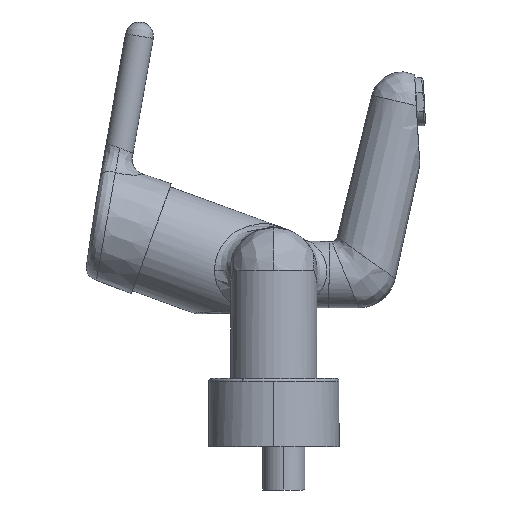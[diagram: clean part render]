
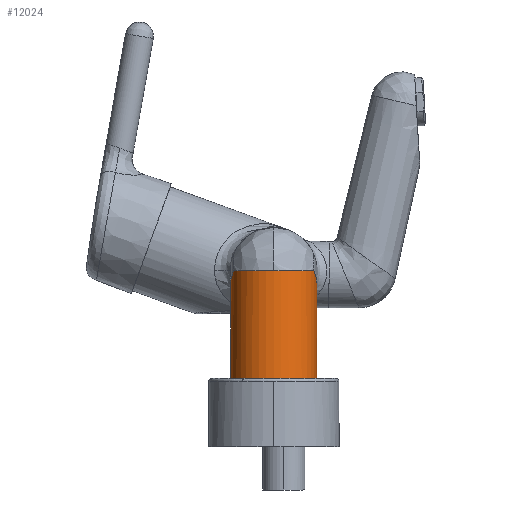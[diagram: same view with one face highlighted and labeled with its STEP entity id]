
A CAD part, left-side view. The second image highlights one B-rep face of the part: STEP entity #12024.
In plain terms, the highlighted cylindrical face has radius 21.5 mm (diameter 43 mm), a partial arc.
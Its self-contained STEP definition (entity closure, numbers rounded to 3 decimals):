
#71 = CARTESIAN_POINT ( 'NONE',  ( -79.061, 21.113, 83.746 ) ) ;
#109 = CARTESIAN_POINT ( 'NONE',  ( -75., 21.5, 38.25 ) ) ;
#122 = CARTESIAN_POINT ( 'NONE',  ( -77.035, 21.403, 81.72 ) ) ;
#252 = CARTESIAN_POINT ( 'NONE',  ( -83., -19.956, 87.685 ) ) ;
#685 = AXIS2_PLACEMENT_3D ( 'NONE', #3627, #12202, #4881 ) ;
#712 = CARTESIAN_POINT ( 'NONE',  ( -79.84, -20.954, 84.525 ) ) ;
#922 = CIRCLE ( 'NONE', #2451, 21.5 ) ;
#999 = VERTEX_POINT ( 'NONE', #1231 ) ;
#1195 = CARTESIAN_POINT ( 'NONE',  ( -75., -21.5, 34. ) ) ;
#1231 = CARTESIAN_POINT ( 'NONE',  ( -75., 21.5, 34. ) ) ;
#1241 = CARTESIAN_POINT ( 'NONE',  ( -83., 19.956, 87.685 ) ) ;
#1294 = CARTESIAN_POINT ( 'NONE',  ( -79.042, 21.117, 83.727 ) ) ;
#1338 = DIRECTION ( 'NONE',  ( 0., 0., -1. ) ) ;
#1350 = CARTESIAN_POINT ( 'NONE',  ( -77.025, 21.404, 81.71 ) ) ;
#1862 = EDGE_LOOP ( 'NONE', ( #12211, #12633, #2682, #10011, #2102, #9828, #8415 ) ) ;
#1932 = CARTESIAN_POINT ( 'NONE',  ( -77.967, -21.305, 82.652 ) ) ;
#2102 = ORIENTED_EDGE ( 'NONE', *, *, #7282, .T. ) ;
#2119 = EDGE_CURVE ( 'NONE', #7184, #999, #922, .T. ) ;
#2451 = AXIS2_PLACEMENT_3D ( 'NONE', #14111, #6785, #15358 ) ;
#2469 = CARTESIAN_POINT ( 'NONE',  ( -81.816, 20.402, 86.501 ) ) ;
#2520 = CARTESIAN_POINT ( 'NONE',  ( -78.425, 21.228, 83.11 ) ) ;
#2531 = DIRECTION ( 'NONE',  ( 0., 0., 1. ) ) ;
#2570 = CARTESIAN_POINT ( 'NONE',  ( -75.902, 21.5, 80.587 ) ) ;
#2682 = ORIENTED_EDGE ( 'NONE', *, *, #4772, .F. ) ;
#2916 = DIRECTION ( 'NONE',  ( 0., 0., -1. ) ) ;
#2996 = VECTOR ( 'NONE', #8546, 1000. ) ;
#3159 = CARTESIAN_POINT ( 'NONE',  ( -76.531, -21.455, 81.216 ) ) ;
#3627 = CARTESIAN_POINT ( 'NONE',  ( -75., 0., 87.685 ) ) ;
#3709 = CARTESIAN_POINT ( 'NONE',  ( -80.484, 20.792, 85.169 ) ) ;
#3761 = CARTESIAN_POINT ( 'NONE',  ( -77.748, 21.324, 82.433 ) ) ;
#4415 = CARTESIAN_POINT ( 'NONE',  ( -75.451, -21.497, 80.136 ) ) ;
#4772 = EDGE_CURVE ( 'NONE', #8049, #6375, #7433, .T. ) ;
#4881 = DIRECTION ( 'NONE',  ( -1., 0., 0. ) ) ;
#4970 = CARTESIAN_POINT ( 'NONE',  ( -79.686, 20.985, 84.37 ) ) ;
#5018 = CARTESIAN_POINT ( 'NONE',  ( -77.347, 21.372, 82.032 ) ) ;
#5113 = EDGE_CURVE ( 'NONE', #9422, #7184, #13555, .T. ) ;
#5665 = CARTESIAN_POINT ( 'NONE',  ( -75.09, -21.5, 79.775 ) ) ;
#6204 = CARTESIAN_POINT ( 'NONE',  ( -79.202, 21.086, 83.887 ) ) ;
#6252 = CARTESIAN_POINT ( 'NONE',  ( -77.105, 21.397, 81.79 ) ) ;
#6375 = VERTEX_POINT ( 'NONE', #252 ) ;
#6785 = DIRECTION ( 'NONE',  ( 0., 0., -1. ) ) ;
#6839 = CARTESIAN_POINT ( 'NONE',  ( -81.825, -20.394, 86.51 ) ) ;
#7176 = CARTESIAN_POINT ( 'NONE',  ( -75., 0., 38.25 ) ) ;
#7184 = VERTEX_POINT ( 'NONE', #1195 ) ;
#7282 = EDGE_CURVE ( 'NONE', #15765, #14435, #12723, .T. ) ;
#7314 = CARTESIAN_POINT ( 'NONE',  ( -96.5, 0., 87.685 ) ) ;
#7319 = VECTOR ( 'NONE', #1338, 1000. ) ;
#7402 = CIRCLE ( 'NONE', #14877, 21.5 ) ;
#7428 = CARTESIAN_POINT ( 'NONE',  ( -79.079, 21.11, 83.764 ) ) ;
#7433 = CIRCLE ( 'NONE', #685, 21.5 ) ;
#7481 = CARTESIAN_POINT ( 'NONE',  ( -77.044, 21.403, 81.729 ) ) ;
#7696 = AXIS2_PLACEMENT_3D ( 'NONE', #7176, #2916, #8409 ) ;
#8049 = VERTEX_POINT ( 'NONE', #7314 ) ;
#8070 = CARTESIAN_POINT ( 'NONE',  ( -80.239, -20.858, 84.924 ) ) ;
#8409 = DIRECTION ( 'NONE',  ( 0., 1., 0. ) ) ;
#8415 = ORIENTED_EDGE ( 'NONE', *, *, #2119, .F. ) ;
#8546 = DIRECTION ( 'NONE',  ( 0., 0., -1. ) ) ;
#8664 = CARTESIAN_POINT ( 'NONE',  ( -79.05, 21.115, 83.735 ) ) ;
#8721 = CARTESIAN_POINT ( 'NONE',  ( -77.029, 21.404, 81.714 ) ) ;
#9180 = B_SPLINE_CURVE_WITH_KNOTS ( 'NONE', 5,
 ( #10371, #11703, #14172, #6839, #15417, #8070, #712, #9300, #1932, #10524, #3159, #11753, #4415, #12980, #5665, #14231 ),
 .UNSPECIFIED., .F., .F.,
 ( 6, 3, 3, 2, 2, 6 ),
 ( 0., 0.25, 0.5, 0.833, 0.944, 1. ),
 .UNSPECIFIED. ) ;
#9300 = CARTESIAN_POINT ( 'NONE',  ( -78.906, -21.156, 83.591 ) ) ;
#9422 = VERTEX_POINT ( 'NONE', #12962 ) ;
#9828 = ORIENTED_EDGE ( 'NONE', *, *, #14158, .T. ) ;
#9842 = CARTESIAN_POINT ( 'NONE',  ( -82.431, 20.184, 87.116 ) ) ;
#9893 = CARTESIAN_POINT ( 'NONE',  ( -78.741, 21.174, 83.426 ) ) ;
#9903 = CARTESIAN_POINT ( 'NONE',  ( -75., 0., 87.685 ) ) ;
#9947 = CARTESIAN_POINT ( 'NONE',  ( -76.576, 21.447, 81.261 ) ) ;
#10011 = ORIENTED_EDGE ( 'NONE', *, *, #10053, .F. ) ;
#10053 = EDGE_CURVE ( 'NONE', #15765, #8049, #7402, .T. ) ;
#10371 = CARTESIAN_POINT ( 'NONE',  ( -83., -19.956, 87.685 ) ) ;
#10524 = CARTESIAN_POINT ( 'NONE',  ( -77.25, -21.395, 81.935 ) ) ;
#10955 = LINE ( 'NONE', #109, #7319 ) ;
#11063 = CARTESIAN_POINT ( 'NONE',  ( -80.826, 20.698, 85.511 ) ) ;
#11112 = CARTESIAN_POINT ( 'NONE',  ( -77.921, 21.301, 82.606 ) ) ;
#11123 = DIRECTION ( 'NONE',  ( -1., 0., 0. ) ) ;
#11168 = CARTESIAN_POINT ( 'NONE',  ( -75., 21.5, 79.685 ) ) ;
#11703 = CARTESIAN_POINT ( 'NONE',  ( -82.611, -20.113, 87.295 ) ) ;
#11753 = CARTESIAN_POINT ( 'NONE',  ( -75.721, -21.489, 80.406 ) ) ;
#12024 = ADVANCED_FACE ( 'NONE', ( #12086 ), #14978, .T. ) ;
#12086 = FACE_OUTER_BOUND ( 'NONE', #1862, .T. ) ;
#12202 = DIRECTION ( 'NONE',  ( 0., 0., 1. ) ) ;
#12211 = ORIENTED_EDGE ( 'NONE', *, *, #5113, .F. ) ;
#12290 = CARTESIAN_POINT ( 'NONE',  ( -79.955, 20.922, 84.639 ) ) ;
#12343 = CARTESIAN_POINT ( 'NONE',  ( -77.482, 21.356, 82.167 ) ) ;
#12633 = ORIENTED_EDGE ( 'NONE', *, *, #14471, .F. ) ;
#12723 = B_SPLINE_CURVE_WITH_KNOTS ( 'NONE', 3,
 ( #1241, #9842, #2469, #11063, #3709, #12290, #4970, #13523, #6204, #14776, #7428, #71, #8664, #1294, #9893, #2520, #11112, #3761, #12343, #5018, #13576, #6252, #14830, #7481, #122, #8721, #1350, #9947, #2570, #11168 ),
 .UNSPECIFIED., .F., .F.,
 ( 4, 2, 2, 1, 1, 1, 1, 1, 2, 2, 2, 2, 1, 1, 1, 1, 1, 2, 2, 4 ),
 ( 0., 0.25, 0.375, 0.438, 0.469, 0.484, 0.492, 0.496, 0.498, 0.5, 0.625, 0.688, 0.719, 0.734, 0.742, 0.746, 0.748, 0.749, 0.75, 1. ),
 .UNSPECIFIED. ) ;
#12962 = CARTESIAN_POINT ( 'NONE',  ( -75., -21.5, 79.685 ) ) ;
#12980 = CARTESIAN_POINT ( 'NONE',  ( -75.18, -21.5, 79.865 ) ) ;
#13446 = CARTESIAN_POINT ( 'NONE',  ( -83., 19.956, 87.685 ) ) ;
#13455 = CARTESIAN_POINT ( 'NONE',  ( -75., -21.5, 38.25 ) ) ;
#13523 = CARTESIAN_POINT ( 'NONE',  ( -79.364, 21.053, 84.049 ) ) ;
#13555 = LINE ( 'NONE', #13455, #2996 ) ;
#13576 = CARTESIAN_POINT ( 'NONE',  ( -77.186, 21.389, 81.871 ) ) ;
#14060 = CARTESIAN_POINT ( 'NONE',  ( -75., 21.5, 79.685 ) ) ;
#14111 = CARTESIAN_POINT ( 'NONE',  ( -75., 0., 34. ) ) ;
#14158 = EDGE_CURVE ( 'NONE', #14435, #999, #10955, .T. ) ;
#14172 = CARTESIAN_POINT ( 'NONE',  ( -82.219, -20.259, 86.904 ) ) ;
#14231 = CARTESIAN_POINT ( 'NONE',  ( -75., -21.5, 79.685 ) ) ;
#14435 = VERTEX_POINT ( 'NONE', #14060 ) ;
#14471 = EDGE_CURVE ( 'NONE', #6375, #9422, #9180, .T. ) ;
#14776 = CARTESIAN_POINT ( 'NONE',  ( -79.12, 21.102, 83.805 ) ) ;
#14830 = CARTESIAN_POINT ( 'NONE',  ( -77.064, 21.401, 81.749 ) ) ;
#14877 = AXIS2_PLACEMENT_3D ( 'NONE', #9903, #2531, #11123 ) ;
#14978 = CYLINDRICAL_SURFACE ( 'NONE', #7696, 21.5 ) ;
#15358 = DIRECTION ( 'NONE',  ( 0., 1., 0. ) ) ;
#15417 = CARTESIAN_POINT ( 'NONE',  ( -81.035, -20.646, 85.72 ) ) ;
#15765 = VERTEX_POINT ( 'NONE', #13446 ) ;
